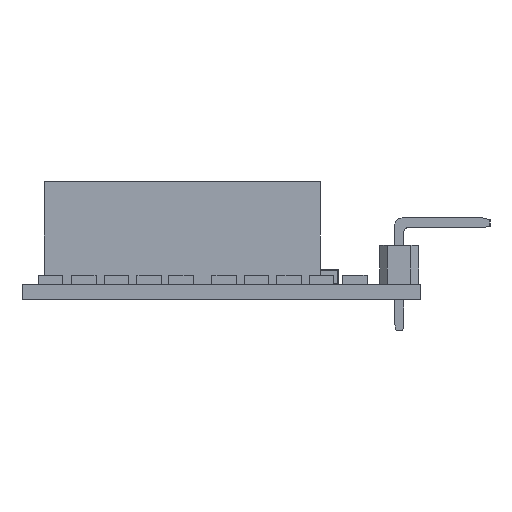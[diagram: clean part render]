
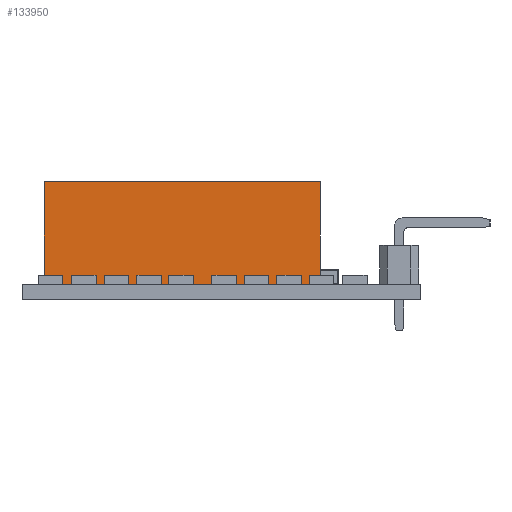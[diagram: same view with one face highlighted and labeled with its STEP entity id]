
A CAD part, left-side view. The second image highlights one B-rep face of the part: STEP entity #133950.
In plain terms, the highlighted planar face has unit normal (-1, 0, 0).
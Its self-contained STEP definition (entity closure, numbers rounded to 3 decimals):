
#132590=CARTESIAN_POINT('',(9.281,6.551,0.));
#132600=VERTEX_POINT('',#132590);
#132750=CARTESIAN_POINT('',(9.281,24.551,0.));
#132760=VERTEX_POINT('',#132750);
#132790=CARTESIAN_POINT('',(9.281,7.551,0.));
#132800=DIRECTION('',(0.,1.,0.));
#132810=VECTOR('',#132800,1.);
#132820=LINE('',#132790,#132810);
#132830=EDGE_CURVE('',#132600,#132760,#132820,.T.);
#132930=CARTESIAN_POINT('',(9.281,7.551,6.7));
#132940=DIRECTION('',(0.,1.,0.));
#132950=VECTOR('',#132940,1.);
#132960=LINE('',#132930,#132950);
#132970=CARTESIAN_POINT('',(9.281,6.551,6.7));
#132980=VERTEX_POINT('',#132970);
#132990=CARTESIAN_POINT('',(9.281,24.551,6.7));
#133000=VERTEX_POINT('',#132990);
#133010=EDGE_CURVE('',#132980,#133000,#132960,.T.);
#133330=CARTESIAN_POINT('',(9.281,6.551,0.));
#133340=DIRECTION('',(0.,0.,1.));
#133350=VECTOR('',#133340,1.);
#133360=LINE('',#133330,#133350);
#133370=EDGE_CURVE('',#132600,#132980,#133360,.T.);
#133740=CARTESIAN_POINT('',(9.281,24.551,0.));
#133750=DIRECTION('',(0.,0.,1.));
#133760=VECTOR('',#133750,1.);
#133770=LINE('',#133740,#133760);
#133780=EDGE_CURVE('',#132760,#133000,#133770,.T.);
#133840=CARTESIAN_POINT('',(9.281,7.551,0.));
#133850=DIRECTION('',(-1.,0.,0.));
#133860=DIRECTION('',(0.,1.,0.));
#133870=AXIS2_PLACEMENT_3D('',#133840,#133850,#133860);
#133880=PLANE('',#133870);
#133890=ORIENTED_EDGE('',*,*,#133780,.F.);
#133900=ORIENTED_EDGE('',*,*,#133010,.T.);
#133910=ORIENTED_EDGE('',*,*,#133370,.T.);
#133920=ORIENTED_EDGE('',*,*,#132830,.F.);
#133930=EDGE_LOOP('',(#133920,#133910,#133900,#133890));
#133940=FACE_OUTER_BOUND('',#133930,.T.);
#133950=ADVANCED_FACE('',(#133940),#133880,.T.);
